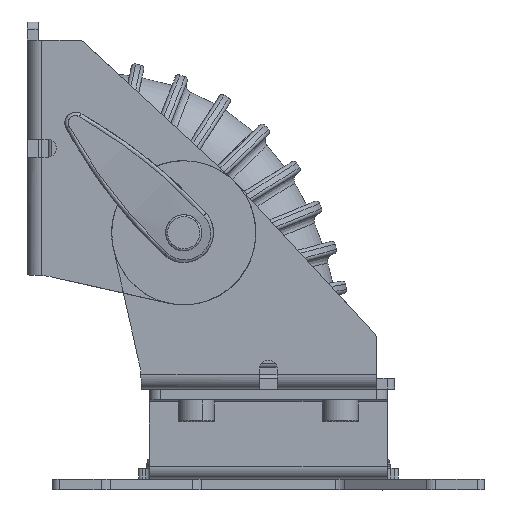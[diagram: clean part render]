
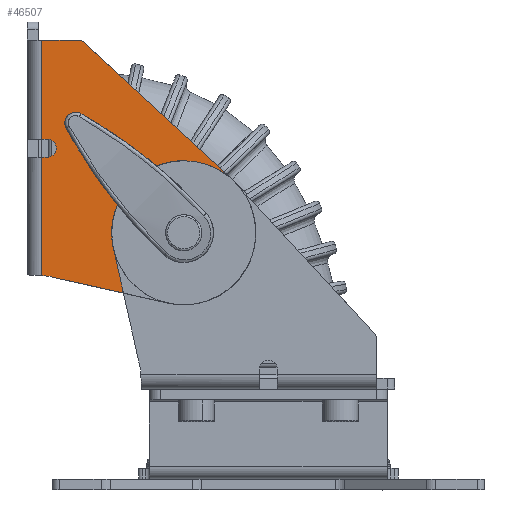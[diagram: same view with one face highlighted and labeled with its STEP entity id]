
A CAD part, left-side view. The second image highlights one B-rep face of the part: STEP entity #46507.
In plain terms, the highlighted planar face has unit normal (1, 0, 0).
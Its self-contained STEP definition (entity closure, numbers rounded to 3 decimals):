
#2186 = EDGE_CURVE ( 'NONE', #21869, #54826, #42073, .T. ) ;
#2187 = DIRECTION ( 'NONE',  ( 0., -0.976, -0.219 ) ) ;
#2779 = CARTESIAN_POINT ( 'NONE',  ( -55.306, -65.659, 507.201 ) ) ;
#2809 = DIRECTION ( 'NONE',  ( 0., 0., -1. ) ) ;
#3139 = DIRECTION ( 'NONE',  ( 1., 0., 0. ) ) ;
#3205 = VERTEX_POINT ( 'NONE', #11261 ) ;
#3544 = VECTOR ( 'NONE', #67082, 1000. ) ;
#4305 = DIRECTION ( 'NONE',  ( 1., 0., 0. ) ) ;
#4959 = EDGE_CURVE ( 'NONE', #18758, #39227, #36416, .T. ) ;
#5355 = CARTESIAN_POINT ( 'NONE',  ( -55.306, -74.205, 572.462 ) ) ;
#6347 = VERTEX_POINT ( 'NONE', #5355 ) ;
#6434 = DIRECTION ( 'NONE',  ( -1., 0., 0. ) ) ;
#6788 = EDGE_CURVE ( 'NONE', #59831, #44773, #80614, .T. ) ;
#7774 = DIRECTION ( 'NONE',  ( -1., 0., 0. ) ) ;
#7811 = EDGE_CURVE ( 'NONE', #46119, #76343, #60958, .T. ) ;
#8388 = CARTESIAN_POINT ( 'NONE',  ( -55.306, -102.134, 519.507 ) ) ;
#10270 = AXIS2_PLACEMENT_3D ( 'NONE', #17671, #4305, #31354 ) ;
#10323 = ORIENTED_EDGE ( 'NONE', *, *, #41696, .F. ) ;
#10803 = DIRECTION ( 'NONE',  ( 0., 0.735, 0.678 ) ) ;
#10959 = EDGE_CURVE ( 'NONE', #21869, #46119, #81305, .T. ) ;
#11261 = CARTESIAN_POINT ( 'NONE',  ( -55.306, -62.751, 572.991 ) ) ;
#11602 = DIRECTION ( 'NONE',  ( 0., 1., 0. ) ) ;
#12339 = CARTESIAN_POINT ( 'NONE',  ( -55.306, -62.751, 519.507 ) ) ;
#13618 = LINE ( 'NONE', #2779, #17976 ) ;
#14032 = VECTOR ( 'NONE', #31460, 1000. ) ;
#15191 = CIRCLE ( 'NONE', #48802, 2. ) ;
#15627 = CIRCLE ( 'NONE', #89049, 20. ) ;
#15768 = AXIS2_PLACEMENT_3D ( 'NONE', #8388, #43324, #30224 ) ;
#17671 = CARTESIAN_POINT ( 'NONE',  ( -55.306, -107.873, 519.507 ) ) ;
#17976 = VECTOR ( 'NONE', #2187, 1000. ) ;
#18162 = LINE ( 'NONE', #41103, #57268 ) ;
#18758 = VERTEX_POINT ( 'NONE', #60511 ) ;
#21869 = VERTEX_POINT ( 'NONE', #77176 ) ;
#22839 = CARTESIAN_POINT ( 'NONE',  ( -55.306, -62.751, 519.507 ) ) ;
#23571 = AXIS2_PLACEMENT_3D ( 'NONE', #76233, #6434, #34059 ) ;
#24818 = CARTESIAN_POINT ( 'NONE',  ( -55.306, -72.849, 572.991 ) ) ;
#25333 = CARTESIAN_POINT ( 'NONE',  ( -55.306, -102.134, 539.507 ) ) ;
#25867 = ORIENTED_EDGE ( 'NONE', *, *, #90011, .T. ) ;
#26013 = LINE ( 'NONE', #65560, #33621 ) ;
#26865 = CARTESIAN_POINT ( 'NONE',  ( -55.306, -67.501, 506.787 ) ) ;
#28887 = VECTOR ( 'NONE', #10803, 1000. ) ;
#29221 = ORIENTED_EDGE ( 'NONE', *, *, #7811, .F. ) ;
#30224 = DIRECTION ( 'NONE',  ( 0., 1., 0. ) ) ;
#30969 = ORIENTED_EDGE ( 'NONE', *, *, #71768, .F. ) ;
#31226 = CARTESIAN_POINT ( 'NONE',  ( -55.306, -102.134, 519.507 ) ) ;
#31354 = DIRECTION ( 'NONE',  ( 0., -1., 0. ) ) ;
#31460 = DIRECTION ( 'NONE',  ( 0., -0.976, -0.219 ) ) ;
#33200 = VERTEX_POINT ( 'NONE', #71983 ) ;
#33621 = VECTOR ( 'NONE', #80419, 1000. ) ;
#33683 = ORIENTED_EDGE ( 'NONE', *, *, #55393, .F. ) ;
#34059 = DIRECTION ( 'NONE',  ( 0., -1., 0. ) ) ;
#34658 = ORIENTED_EDGE ( 'NONE', *, *, #10959, .F. ) ;
#36416 = LINE ( 'NONE', #66130, #89521 ) ;
#37106 = CARTESIAN_POINT ( 'NONE',  ( -55.306, -115.616, 534.279 ) ) ;
#38504 = DIRECTION ( 'NONE',  ( 0., 1., 0. ) ) ;
#39227 = VERTEX_POINT ( 'NONE', #70823 ) ;
#39320 = CARTESIAN_POINT ( 'NONE',  ( -55.306, -64.397, 507.484 ) ) ;
#40818 = ORIENTED_EDGE ( 'NONE', *, *, #6788, .F. ) ;
#41103 = CARTESIAN_POINT ( 'NONE',  ( -55.306, -86.485, 497.915 ) ) ;
#41217 = EDGE_CURVE ( 'NONE', #57744, #33200, #18162, .T. ) ;
#41696 = EDGE_CURVE ( 'NONE', #76343, #59831, #49672, .T. ) ;
#42073 = CIRCLE ( 'NONE', #45203, 2.5 ) ;
#42287 = LINE ( 'NONE', #46016, #14032 ) ;
#42401 = DIRECTION ( 'NONE',  ( 0., -1., 0. ) ) ;
#42512 = VECTOR ( 'NONE', #54783, 1000. ) ;
#43324 = DIRECTION ( 'NONE',  ( 1., 0., 0. ) ) ;
#44773 = VERTEX_POINT ( 'NONE', #67562 ) ;
#45077 = ORIENTED_EDGE ( 'NONE', *, *, #4959, .F. ) ;
#45179 = ORIENTED_EDGE ( 'NONE', *, *, #78999, .F. ) ;
#45201 = DIRECTION ( 'NONE',  ( 1., 0., 0. ) ) ;
#45203 = AXIS2_PLACEMENT_3D ( 'NONE', #56609, #7774, #42401 ) ;
#46016 = CARTESIAN_POINT ( 'NONE',  ( -55.306, -67.501, 506.787 ) ) ;
#46119 = VERTEX_POINT ( 'NONE', #66143 ) ;
#46507 = ADVANCED_FACE ( 'NONE', ( #54226 ), #72291, .T. ) ;
#48802 = AXIS2_PLACEMENT_3D ( 'NONE', #58687, #3139, #78414 ) ;
#49672 = LINE ( 'NONE', #39320, #65912 ) ;
#50203 = ORIENTED_EDGE ( 'NONE', *, *, #69290, .F. ) ;
#51926 = VERTEX_POINT ( 'NONE', #25333 ) ;
#53087 = DIRECTION ( 'NONE',  ( 0., -1., 0. ) ) ;
#53288 = DIRECTION ( 'NONE',  ( 0., -0.997, -0.072 ) ) ;
#53449 = CIRCLE ( 'NONE', #15768, 20. ) ;
#54226 = FACE_OUTER_BOUND ( 'NONE', #77469, .T. ) ;
#54356 = ORIENTED_EDGE ( 'NONE', *, *, #41217, .T. ) ;
#54783 = DIRECTION ( 'NONE',  ( 0., 0., -1. ) ) ;
#54826 = VERTEX_POINT ( 'NONE', #86425 ) ;
#55393 = EDGE_CURVE ( 'NONE', #78581, #3205, #26013, .T. ) ;
#56297 = ORIENTED_EDGE ( 'NONE', *, *, #68737, .F. ) ;
#56609 = CARTESIAN_POINT ( 'NONE',  ( -55.306, -64.251, 542.992 ) ) ;
#57268 = VECTOR ( 'NONE', #82030, 1000. ) ;
#57342 = ORIENTED_EDGE ( 'NONE', *, *, #84544, .F. ) ;
#57744 = VERTEX_POINT ( 'NONE', #81897 ) ;
#58252 = LINE ( 'NONE', #73707, #28887 ) ;
#58687 = CARTESIAN_POINT ( 'NONE',  ( -55.306, -72.849, 570.991 ) ) ;
#59831 = VERTEX_POINT ( 'NONE', #76737 ) ;
#60308 = ORIENTED_EDGE ( 'NONE', *, *, #85568, .F. ) ;
#60511 = CARTESIAN_POINT ( 'NONE',  ( -55.306, -62.751, 545.492 ) ) ;
#60958 = LINE ( 'NONE', #12339, #42512 ) ;
#64439 = EDGE_CURVE ( 'NONE', #78581, #6347, #15191, .T. ) ;
#65305 = CIRCLE ( 'NONE', #23571, 2.5 ) ;
#65560 = CARTESIAN_POINT ( 'NONE',  ( -55.306, -58.824, 572.991 ) ) ;
#65912 = VECTOR ( 'NONE', #53288, 1000. ) ;
#66130 = CARTESIAN_POINT ( 'NONE',  ( -55.306, -107.873, 545.492 ) ) ;
#66143 = CARTESIAN_POINT ( 'NONE',  ( -55.306, -62.751, 540.492 ) ) ;
#67082 = DIRECTION ( 'NONE',  ( 0., -0.976, -0.219 ) ) ;
#67390 = ORIENTED_EDGE ( 'NONE', *, *, #64439, .T. ) ;
#67562 = CARTESIAN_POINT ( 'NONE',  ( -55.306, -65.659, 507.201 ) ) ;
#67664 = CARTESIAN_POINT ( 'NONE',  ( -55.306, -64.397, 507.484 ) ) ;
#68559 = CARTESIAN_POINT ( 'NONE',  ( -55.306, -62.751, 507.603 ) ) ;
#68737 = EDGE_CURVE ( 'NONE', #57744, #51926, #15627, .T. ) ;
#69290 = EDGE_CURVE ( 'NONE', #73945, #33200, #42287, .T. ) ;
#69350 = VECTOR ( 'NONE', #11602, 1000. ) ;
#70717 = ORIENTED_EDGE ( 'NONE', *, *, #2186, .T. ) ;
#70823 = CARTESIAN_POINT ( 'NONE',  ( -55.306, -64.251, 545.492 ) ) ;
#71768 = EDGE_CURVE ( 'NONE', #3205, #18758, #81005, .T. ) ;
#71983 = CARTESIAN_POINT ( 'NONE',  ( -55.306, -85.395, 502.768 ) ) ;
#72291 = PLANE ( 'NONE',  #10270 ) ;
#73707 = CARTESIAN_POINT ( 'NONE',  ( -55.306, -115.764, 534.143 ) ) ;
#73945 = VERTEX_POINT ( 'NONE', #26865 ) ;
#76233 = CARTESIAN_POINT ( 'NONE',  ( -55.306, -64.251, 542.992 ) ) ;
#76343 = VERTEX_POINT ( 'NONE', #68559 ) ;
#76737 = CARTESIAN_POINT ( 'NONE',  ( -55.306, -64.397, 507.484 ) ) ;
#77176 = CARTESIAN_POINT ( 'NONE',  ( -55.306, -64.251, 540.492 ) ) ;
#77469 = EDGE_LOOP ( 'NONE', ( #54356, #50203, #60308, #40818, #10323, #29221, #34658, #70717, #25867, #45077, #30969, #33683, #67390, #57342, #45179, #56297 ) ) ;
#78414 = DIRECTION ( 'NONE',  ( 0., 0., 1. ) ) ;
#78581 = VERTEX_POINT ( 'NONE', #24818 ) ;
#78816 = VECTOR ( 'NONE', #2809, 1000. ) ;
#78999 = EDGE_CURVE ( 'NONE', #51926, #86918, #53449, .T. ) ;
#80419 = DIRECTION ( 'NONE',  ( 0., 1., 0. ) ) ;
#80614 = LINE ( 'NONE', #67664, #3544 ) ;
#81005 = LINE ( 'NONE', #22839, #78816 ) ;
#81305 = LINE ( 'NONE', #88003, #69350 ) ;
#81897 = CARTESIAN_POINT ( 'NONE',  ( -55.306, -82.62, 515.124 ) ) ;
#82030 = DIRECTION ( 'NONE',  ( 0., -0.219, -0.976 ) ) ;
#84544 = EDGE_CURVE ( 'NONE', #86918, #6347, #58252, .T. ) ;
#85568 = EDGE_CURVE ( 'NONE', #44773, #73945, #13618, .T. ) ;
#86425 = CARTESIAN_POINT ( 'NONE',  ( -55.306, -66.751, 542.992 ) ) ;
#86918 = VERTEX_POINT ( 'NONE', #37106 ) ;
#88003 = CARTESIAN_POINT ( 'NONE',  ( -55.306, -107.873, 540.492 ) ) ;
#89049 = AXIS2_PLACEMENT_3D ( 'NONE', #31226, #45201, #38504 ) ;
#89521 = VECTOR ( 'NONE', #53087, 1000. ) ;
#90011 = EDGE_CURVE ( 'NONE', #54826, #39227, #65305, .T. ) ;
